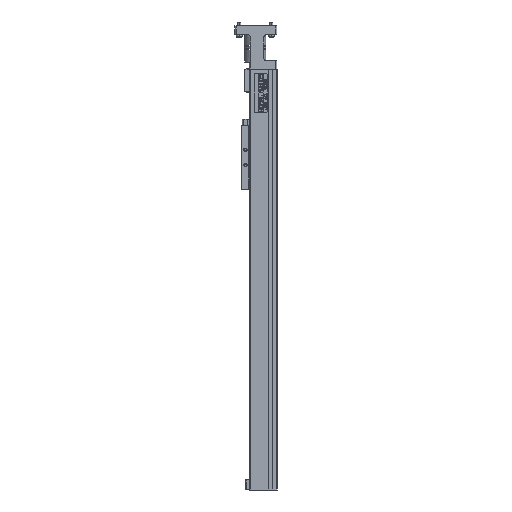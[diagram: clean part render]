
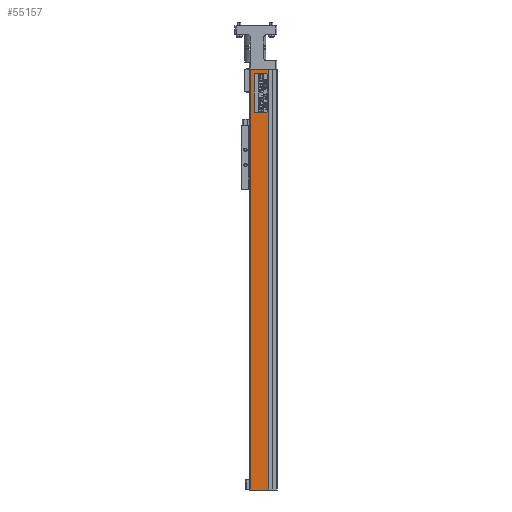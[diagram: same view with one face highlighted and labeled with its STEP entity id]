
A CAD part, left-side view. The second image highlights one B-rep face of the part: STEP entity #55157.
In plain terms, the highlighted planar face has unit normal (-1, 0, 0).
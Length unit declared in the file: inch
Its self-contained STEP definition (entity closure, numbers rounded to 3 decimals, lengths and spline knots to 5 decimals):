
#1723 = DIRECTION ( 'NONE',  ( 0., -1., 0. ) ) ;
#6916 = CARTESIAN_POINT ( 'NONE',  ( -1.181, 0., 7.965 ) ) ;
#7744 = VECTOR ( 'NONE', #30698, 39.37008 ) ;
#8588 = LINE ( 'NONE', #48892, #32957 ) ;
#9373 = LINE ( 'NONE', #56822, #7744 ) ;
#12362 = CARTESIAN_POINT ( 'NONE',  ( -1.181, 1.035, -7.965 ) ) ;
#12584 = DIRECTION ( 'NONE',  ( -1., 0., 0. ) ) ;
#14010 = ORIENTED_EDGE ( 'NONE', *, *, #58244, .T. ) ;
#14824 = AXIS2_PLACEMENT_3D ( 'NONE', #12362, #12584, #48909 ) ;
#19738 = CARTESIAN_POINT ( 'NONE',  ( -1.181, 1.005, 7.965 ) ) ;
#22342 = VERTEX_POINT ( 'NONE', #19738 ) ;
#24648 = VERTEX_POINT ( 'NONE', #35794 ) ;
#30388 = EDGE_CURVE ( 'NONE', #22342, #24648, #64815, .T. ) ;
#30698 = DIRECTION ( 'NONE',  ( 0., 0., 1. ) ) ;
#32957 = VECTOR ( 'NONE', #54152, 39.37008 ) ;
#35794 = CARTESIAN_POINT ( 'NONE',  ( -1.181, 0.32, 7.965 ) ) ;
#37321 = LINE ( 'NONE', #59868, #63358 ) ;
#38768 = VECTOR ( 'NONE', #1723, 39.37008 ) ;
#41844 = CARTESIAN_POINT ( 'NONE',  ( -1.181, 1.005, -7.965 ) ) ;
#42247 = ORIENTED_EDGE ( 'NONE', *, *, #30388, .F. ) ;
#43451 = PLANE ( 'NONE',  #14824 ) ;
#44956 = EDGE_CURVE ( 'NONE', #22342, #56251, #37321, .T. ) ;
#48281 = VERTEX_POINT ( 'NONE', #62088 ) ;
#48892 = CARTESIAN_POINT ( 'NONE',  ( -1.181, 0., -7.965 ) ) ;
#48909 = DIRECTION ( 'NONE',  ( 0., 0., 1. ) ) ;
#52795 = EDGE_LOOP ( 'NONE', ( #66749, #14010, #42247, #58623 ) ) ;
#54152 = DIRECTION ( 'NONE',  ( 0., -1., 0. ) ) ;
#55157 = ADVANCED_FACE ( 'NONE', ( #59434 ), #43451, .T. ) ;
#56251 = VERTEX_POINT ( 'NONE', #41844 ) ;
#56822 = CARTESIAN_POINT ( 'NONE',  ( -1.181, 0.32, -7.965 ) ) ;
#58023 = EDGE_CURVE ( 'NONE', #56251, #48281, #8588, .T. ) ;
#58244 = EDGE_CURVE ( 'NONE', #48281, #24648, #9373, .T. ) ;
#58623 = ORIENTED_EDGE ( 'NONE', *, *, #44956, .T. ) ;
#59434 = FACE_OUTER_BOUND ( 'NONE', #52795, .T. ) ;
#59868 = CARTESIAN_POINT ( 'NONE',  ( -1.181, 1.005, -7.965 ) ) ;
#62088 = CARTESIAN_POINT ( 'NONE',  ( -1.181, 0.32, -7.965 ) ) ;
#63358 = VECTOR ( 'NONE', #65093, 39.37008 ) ;
#64815 = LINE ( 'NONE', #6916, #38768 ) ;
#65093 = DIRECTION ( 'NONE',  ( 0., 0., -1. ) ) ;
#66749 = ORIENTED_EDGE ( 'NONE', *, *, #58023, .T. ) ;
